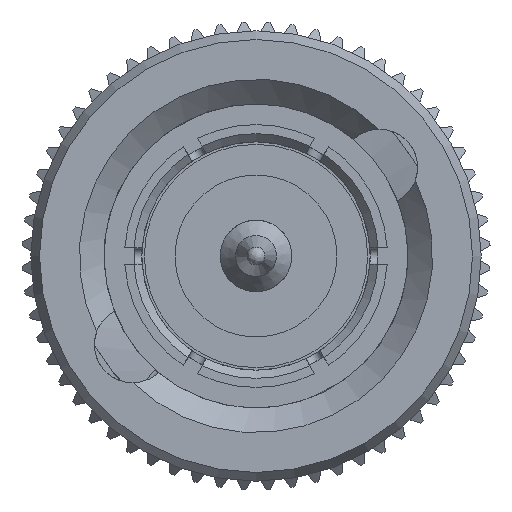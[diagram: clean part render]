
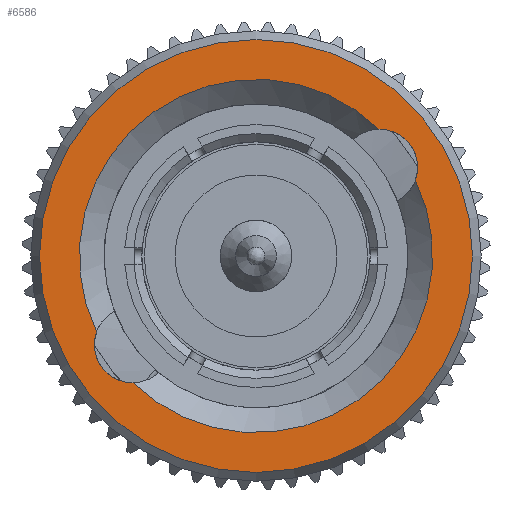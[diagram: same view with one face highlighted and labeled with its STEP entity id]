
A CAD part, left-side view. The second image highlights one B-rep face of the part: STEP entity #6586.
In plain terms, the highlighted planar face has unit normal (-1, 0, 0).
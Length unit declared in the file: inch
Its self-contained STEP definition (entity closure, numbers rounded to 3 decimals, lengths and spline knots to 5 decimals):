
#178 = EDGE_CURVE ( 'NONE', #12718, #14218, #13511, .T. ) ;
#268 = DIRECTION ( 'NONE',  ( 1., 0., 0. ) ) ;
#391 = ORIENTED_EDGE ( 'NONE', *, *, #12766, .T. ) ;
#1143 = EDGE_CURVE ( 'NONE', #2811, #2811, #14595, .T. ) ;
#1454 = CARTESIAN_POINT ( 'NONE',  ( 0.33873, 0., 0. ) ) ;
#1687 = CARTESIAN_POINT ( 'NONE',  ( 0.33873, 0., -0.26339 ) ) ;
#2354 = AXIS2_PLACEMENT_3D ( 'NONE', #4793, #4865, #14369 ) ;
#2400 = ORIENTED_EDGE ( 'NONE', *, *, #178, .T. ) ;
#2811 = VERTEX_POINT ( 'NONE', #11373 ) ;
#2966 = PLANE ( 'NONE',  #3913 ) ;
#3165 = DIRECTION ( 'NONE',  ( 0., 0., 1. ) ) ;
#3182 = EDGE_CURVE ( 'NONE', #15037, #6826, #11991, .T. ) ;
#3855 = AXIS2_PLACEMENT_3D ( 'NONE', #1454, #268, #5222 ) ;
#3913 = AXIS2_PLACEMENT_3D ( 'NONE', #1687, #12679, #5302 ) ;
#4028 = EDGE_LOOP ( 'NONE', ( #2400, #391, #5287, #4842 ) ) ;
#4242 = FACE_BOUND ( 'NONE', #4028, .T. ) ;
#4357 = DIRECTION ( 'NONE',  ( 1., 0., 0. ) ) ;
#4442 = DIRECTION ( 'NONE',  ( 1., 0., 0. ) ) ;
#4793 = CARTESIAN_POINT ( 'NONE',  ( 0.33873, 0.15021, -0.10789 ) ) ;
#4842 = ORIENTED_EDGE ( 'NONE', *, *, #12955, .T. ) ;
#4865 = DIRECTION ( 'NONE',  ( 1., 0., 0. ) ) ;
#5222 = DIRECTION ( 'NONE',  ( 0., 0., 1. ) ) ;
#5287 = ORIENTED_EDGE ( 'NONE', *, *, #3182, .T. ) ;
#5302 = DIRECTION ( 'NONE',  ( 0., 0., -1. ) ) ;
#5430 = CARTESIAN_POINT ( 'NONE',  ( 0.33873, -0.19403, 0.09247 ) ) ;
#5651 = CARTESIAN_POINT ( 'NONE',  ( 0.33873, 0., 0. ) ) ;
#6586 = ADVANCED_FACE ( 'NONE', ( #12123, #4242 ), #2966, .F. ) ;
#6826 = VERTEX_POINT ( 'NONE', #14272 ) ;
#9391 = DIRECTION ( 'NONE',  ( 0., 0., -1. ) ) ;
#10068 = ORIENTED_EDGE ( 'NONE', *, *, #1143, .F. ) ;
#10574 = EDGE_LOOP ( 'NONE', ( #10068 ) ) ;
#11373 = CARTESIAN_POINT ( 'NONE',  ( 0.33873, 0., -0.26339 ) ) ;
#11502 = CARTESIAN_POINT ( 'NONE',  ( 0.33873, -0.15021, 0.10789 ) ) ;
#11991 = CIRCLE ( 'NONE', #15324, 0.21494 ) ;
#12038 = CARTESIAN_POINT ( 'NONE',  ( 0.33873, -0.14961, 0.15433 ) ) ;
#12123 = FACE_OUTER_BOUND ( 'NONE', #10574, .T. ) ;
#12285 = CIRCLE ( 'NONE', #2354, 0.04645 ) ;
#12618 = CARTESIAN_POINT ( 'NONE',  ( 0.33873, 0.19403, -0.09247 ) ) ;
#12679 = DIRECTION ( 'NONE',  ( 1., 0., 0. ) ) ;
#12718 = VERTEX_POINT ( 'NONE', #12618 ) ;
#12766 = EDGE_CURVE ( 'NONE', #14218, #15037, #15097, .T. ) ;
#12790 = AXIS2_PLACEMENT_3D ( 'NONE', #11502, #13963, #15181 ) ;
#12792 = AXIS2_PLACEMENT_3D ( 'NONE', #15360, #4442, #9391 ) ;
#12955 = EDGE_CURVE ( 'NONE', #6826, #12718, #12285, .T. ) ;
#13511 = CIRCLE ( 'NONE', #3855, 0.21494 ) ;
#13963 = DIRECTION ( 'NONE',  ( 1., 0., 0. ) ) ;
#14218 = VERTEX_POINT ( 'NONE', #12038 ) ;
#14272 = CARTESIAN_POINT ( 'NONE',  ( 0.33873, 0.14961, -0.15433 ) ) ;
#14369 = DIRECTION ( 'NONE',  ( 0., 0., -1. ) ) ;
#14595 = CIRCLE ( 'NONE', #12792, 0.26339 ) ;
#15037 = VERTEX_POINT ( 'NONE', #5430 ) ;
#15097 = CIRCLE ( 'NONE', #12790, 0.04645 ) ;
#15181 = DIRECTION ( 'NONE',  ( 0., 0., -1. ) ) ;
#15324 = AXIS2_PLACEMENT_3D ( 'NONE', #5651, #4357, #3165 ) ;
#15360 = CARTESIAN_POINT ( 'NONE',  ( 0.33873, 0., 0. ) ) ;
